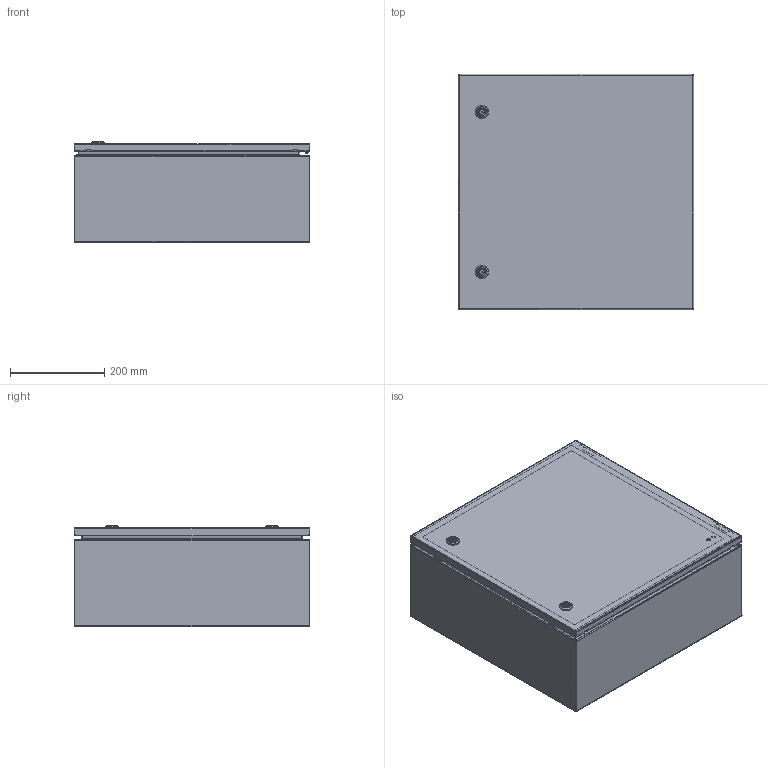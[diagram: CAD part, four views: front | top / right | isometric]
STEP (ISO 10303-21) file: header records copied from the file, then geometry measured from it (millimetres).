
FILE_DESCRIPTION (( 'STEP AP214' ), '1' );
FILE_NAME ('37025521.STEP', '2013-12-19T13:06:13', ( '' ), ( '' ), 'SwSTEP 2.0', 'SolidWorks 2013', '' );
FILE_SCHEMA (( 'AUTOMOTIVE_DESIGN' ));
Length unit declared in the file: millimetre
Products named in the file (29): 42045_Stift; 42045_Unterteil; 56167; 42068; 42067; 42067_Betaetigung; 42067_O-Ring; 42067_Federsch; 83160; 42090; 82156; 82204; 93171; 42066; 56066; 42066_Mutter; 42104; 42066_Geh; 42097; 93379; 56029; 82410_37015521; 92081; 42080; 42045; 42045_Stift_umgedreht; 37025521; 42045_Oberteil
Assembly tree (41 placements, depth 5):
  37025521
    56029
      42080
      82410_37015521
      93379
      56167  x2
        42066
          42066_Geh
          42066_Mutter
        82204
        42090
        42067
          42067_Federsch
          42067_O-Ring
          42067_Betaetigung
          42067
        42068
      42045_Stift_umgedreht
        42045_Unterteil
        42045_Stift
        42045_Oberteil
      42045
        42045_Unterteil
        42045_Stift
        42045_Oberteil
      92081
    56066
      42097
      42104
      93379
    93171  x4
    82156  x4
    83160  x2
    92081
Bounding box: 500.1 x 500 x 214.95 mm (x, y, z)
Volume: 1541977.8 mm3; surface area: 2205065.2 mm2
Topology: 42 solids, 42 shells, 1328 faces, 3252 edges, 2014 vertices
Faces by surface type: plane 570, cylinder 520, torus 84, cone 62, bspline 60, sphere 32
Entity records: 25248 total; most frequent: CARTESIAN_POINT 6282, DIRECTION 3696, ORIENTED_EDGE 3604, EDGE_CURVE 1802, AXIS2_PLACEMENT_3D 1341, VERTEX_POINT 1111, VECTOR 1014, LINE 1014
